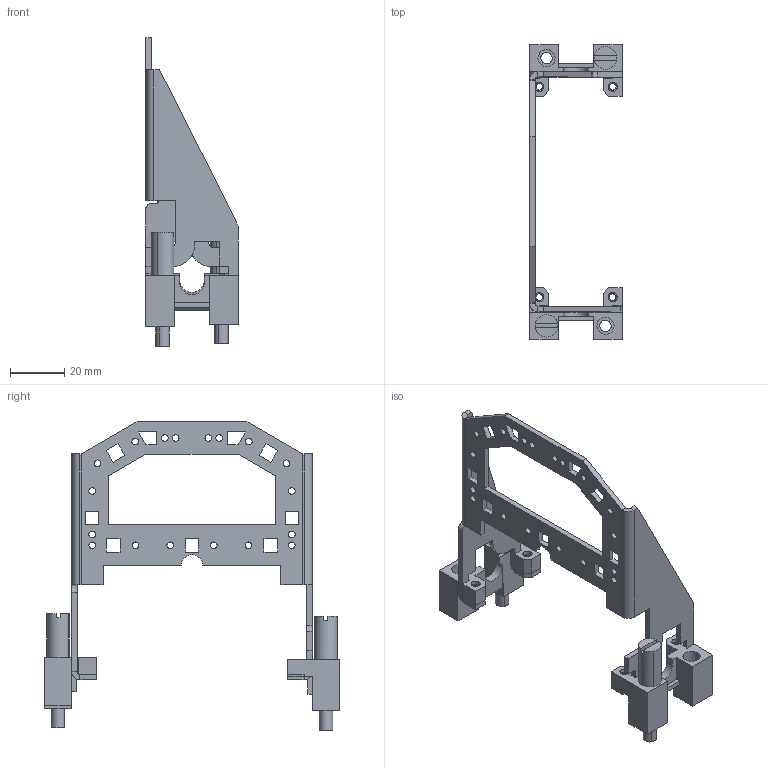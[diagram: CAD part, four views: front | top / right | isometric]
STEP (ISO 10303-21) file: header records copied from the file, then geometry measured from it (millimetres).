
FILE_DESCRIPTION(('CATIA V5 STEP Exchange','CAx-IF Rec.Pracs.--- Model Styling and Organization---1.5--- 2016-08-15','CAx-IF Rec.Pracs.---Supplemental Geometry---1.0---2011-11-01','CAx-IF Rec.Pracs.--- Composite Materials ---1.1---2010-07-15'),'2;1');
FILE_NAME ('1304602-6_0', '2024-08-29T07:15:23+00:00', ('none'), ('Weidmueller'), 'CATIA Version 5-6 Release 2022 SP4 HF5', 'CATIA V5 STEP AP214 v3', 'none');
FILE_SCHEMA(('AUTOMOTIVE_DESIGN { 1 0 10303 214 1 1 1 1 }'));
Length unit declared in the file: millimetre
Products named in the file (1): 2780790000_LD
Bounding box: 34 x 108.5 x 113.6 mm (x, y, z)
Volume: 20570.3 mm3; surface area: 21428.1 mm2
Topology: 5 solids, 5 shells, 366 faces, 964 edges, 624 vertices
Faces by surface type: plane 246, cylinder 120
Entity records: 10823 total; most frequent: ORIENTED_EDGE 1928, CARTESIAN_POINT 1912, DIRECTION 1550, EDGE_CURVE 964, VECTOR 715, LINE 715, VERTEX_POINT 624, AXIS2_PLACEMENT_3D 540
